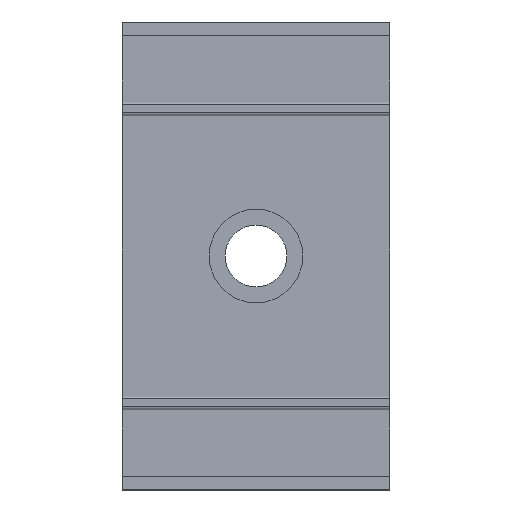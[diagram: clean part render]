
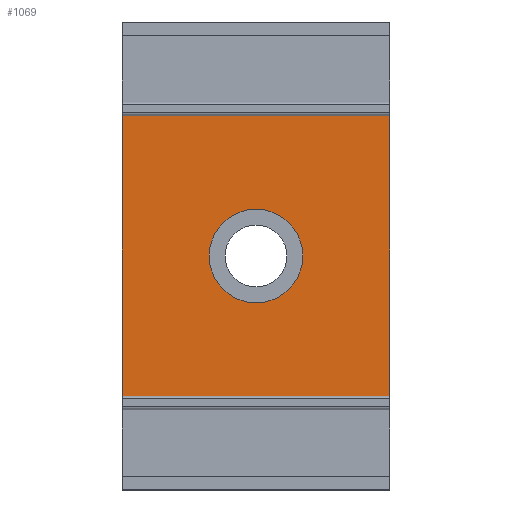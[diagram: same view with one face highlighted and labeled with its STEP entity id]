
A CAD part, top view. The second image highlights one B-rep face of the part: STEP entity #1069.
In plain terms, the highlighted planar face has unit normal (0, 0, 1).
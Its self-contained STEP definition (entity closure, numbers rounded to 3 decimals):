
#32 = PLANE('',#33);
#33 = AXIS2_PLACEMENT_3D('',#34,#35,#36);
#34 = CARTESIAN_POINT('',(-40.,68.,0.));
#35 = DIRECTION('',(1.,0.,-0.));
#36 = DIRECTION('',(0.,-1.,0.));
#151 = VERTEX_POINT('',#152);
#152 = CARTESIAN_POINT('',(-40.,42.,4.));
#166 = PLANE('',#167);
#167 = AXIS2_PLACEMENT_3D('',#168,#169,#170);
#168 = CARTESIAN_POINT('',(-40.,42.,0.));
#169 = DIRECTION('',(0.,1.,0.));
#170 = DIRECTION('',(1.,0.,0.));
#178 = EDGE_CURVE('',#151,#179,#181,.T.);
#179 = VERTEX_POINT('',#180);
#180 = CARTESIAN_POINT('',(-40.,-42.,4.));
#181 = SURFACE_CURVE('',#182,(#186,#193),.PCURVE_S1.);
#182 = LINE('',#183,#184);
#183 = CARTESIAN_POINT('',(-40.,68.,4.));
#184 = VECTOR('',#185,1.);
#185 = DIRECTION('',(0.,-1.,0.));
#186 = PCURVE('',#32,#187);
#187 = DEFINITIONAL_REPRESENTATION('',(#188),#192);
#188 = LINE('',#189,#190);
#189 = CARTESIAN_POINT('',(0.,-4.));
#190 = VECTOR('',#191,1.);
#191 = DIRECTION('',(1.,0.));
#192 = ( GEOMETRIC_REPRESENTATION_CONTEXT(2) 
PARAMETRIC_REPRESENTATION_CONTEXT() REPRESENTATION_CONTEXT('2D SPACE',''
  ) );
#193 = PCURVE('',#194,#199);
#194 = PLANE('',#195);
#195 = AXIS2_PLACEMENT_3D('',#196,#197,#198);
#196 = CARTESIAN_POINT('',(0.,0.,4.));
#197 = DIRECTION('',(0.,0.,1.));
#198 = DIRECTION('',(1.,0.,-0.));
#199 = DEFINITIONAL_REPRESENTATION('',(#200),#204);
#200 = LINE('',#201,#202);
#201 = CARTESIAN_POINT('',(-40.,68.));
#202 = VECTOR('',#203,1.);
#203 = DIRECTION('',(0.,-1.));
#204 = ( GEOMETRIC_REPRESENTATION_CONTEXT(2) 
PARAMETRIC_REPRESENTATION_CONTEXT() REPRESENTATION_CONTEXT('2D SPACE',''
  ) );
#222 = PLANE('',#223);
#223 = AXIS2_PLACEMENT_3D('',#224,#225,#226);
#224 = CARTESIAN_POINT('',(40.,-42.,0.));
#225 = DIRECTION('',(0.,-1.,0.));
#226 = DIRECTION('',(-1.,0.,0.));
#647 = PLANE('',#648);
#648 = AXIS2_PLACEMENT_3D('',#649,#650,#651);
#649 = CARTESIAN_POINT('',(40.,-68.,0.));
#650 = DIRECTION('',(-1.,0.,0.));
#651 = DIRECTION('',(0.,1.,0.));
#978 = VERTEX_POINT('',#979);
#979 = CARTESIAN_POINT('',(40.,42.,4.));
#1000 = EDGE_CURVE('',#978,#151,#1001,.T.);
#1001 = SURFACE_CURVE('',#1002,(#1006,#1012),.PCURVE_S1.);
#1002 = LINE('',#1003,#1004);
#1003 = CARTESIAN_POINT('',(-20.,42.,4.));
#1004 = VECTOR('',#1005,1.);
#1005 = DIRECTION('',(-1.,0.,0.));
#1006 = PCURVE('',#166,#1007);
#1007 = DEFINITIONAL_REPRESENTATION('',(#1008),#1011);
#1008 = B_SPLINE_CURVE_WITH_KNOTS('',1,(#1009,#1010),.UNSPECIFIED.,.F.,
  .F.,(2,2),(-60.,20.),.PIECEWISE_BEZIER_KNOTS.);
#1009 = CARTESIAN_POINT('',(80.,-4.));
#1010 = CARTESIAN_POINT('',(0.,-4.));
#1011 = ( GEOMETRIC_REPRESENTATION_CONTEXT(2) 
PARAMETRIC_REPRESENTATION_CONTEXT() REPRESENTATION_CONTEXT('2D SPACE',''
  ) );
#1012 = PCURVE('',#194,#1013);
#1013 = DEFINITIONAL_REPRESENTATION('',(#1014),#1017);
#1014 = B_SPLINE_CURVE_WITH_KNOTS('',1,(#1015,#1016),.UNSPECIFIED.,.F.,
  .F.,(2,2),(-60.,20.),.PIECEWISE_BEZIER_KNOTS.);
#1015 = CARTESIAN_POINT('',(40.,42.));
#1016 = CARTESIAN_POINT('',(-40.,42.));
#1017 = ( GEOMETRIC_REPRESENTATION_CONTEXT(2) 
PARAMETRIC_REPRESENTATION_CONTEXT() REPRESENTATION_CONTEXT('2D SPACE',''
  ) );
#1069 = ADVANCED_FACE('',(#1070,#1116),#194,.T.);
#1070 = FACE_BOUND('',#1071,.T.);
#1071 = EDGE_LOOP('',(#1072,#1095,#1096,#1097));
#1072 = ORIENTED_EDGE('',*,*,#1073,.T.);
#1073 = EDGE_CURVE('',#1074,#978,#1076,.T.);
#1074 = VERTEX_POINT('',#1075);
#1075 = CARTESIAN_POINT('',(40.,-42.,4.));
#1076 = SURFACE_CURVE('',#1077,(#1081,#1088),.PCURVE_S1.);
#1077 = LINE('',#1078,#1079);
#1078 = CARTESIAN_POINT('',(40.,-68.,4.));
#1079 = VECTOR('',#1080,1.);
#1080 = DIRECTION('',(0.,1.,0.));
#1081 = PCURVE('',#194,#1082);
#1082 = DEFINITIONAL_REPRESENTATION('',(#1083),#1087);
#1083 = LINE('',#1084,#1085);
#1084 = CARTESIAN_POINT('',(40.,-68.));
#1085 = VECTOR('',#1086,1.);
#1086 = DIRECTION('',(0.,1.));
#1087 = ( GEOMETRIC_REPRESENTATION_CONTEXT(2) 
PARAMETRIC_REPRESENTATION_CONTEXT() REPRESENTATION_CONTEXT('2D SPACE',''
  ) );
#1088 = PCURVE('',#647,#1089);
#1089 = DEFINITIONAL_REPRESENTATION('',(#1090),#1094);
#1090 = LINE('',#1091,#1092);
#1091 = CARTESIAN_POINT('',(0.,-4.));
#1092 = VECTOR('',#1093,1.);
#1093 = DIRECTION('',(1.,0.));
#1094 = ( GEOMETRIC_REPRESENTATION_CONTEXT(2) 
PARAMETRIC_REPRESENTATION_CONTEXT() REPRESENTATION_CONTEXT('2D SPACE',''
  ) );
#1095 = ORIENTED_EDGE('',*,*,#1000,.T.);
#1096 = ORIENTED_EDGE('',*,*,#178,.T.);
#1097 = ORIENTED_EDGE('',*,*,#1098,.T.);
#1098 = EDGE_CURVE('',#179,#1074,#1099,.T.);
#1099 = SURFACE_CURVE('',#1100,(#1104,#1110),.PCURVE_S1.);
#1100 = LINE('',#1101,#1102);
#1101 = CARTESIAN_POINT('',(20.,-42.,4.));
#1102 = VECTOR('',#1103,1.);
#1103 = DIRECTION('',(1.,0.,-0.));
#1104 = PCURVE('',#194,#1105);
#1105 = DEFINITIONAL_REPRESENTATION('',(#1106),#1109);
#1106 = B_SPLINE_CURVE_WITH_KNOTS('',1,(#1107,#1108),.UNSPECIFIED.,.F.,
  .F.,(2,2),(-60.,20.),.PIECEWISE_BEZIER_KNOTS.);
#1107 = CARTESIAN_POINT('',(-40.,-42.));
#1108 = CARTESIAN_POINT('',(40.,-42.));
#1109 = ( GEOMETRIC_REPRESENTATION_CONTEXT(2) 
PARAMETRIC_REPRESENTATION_CONTEXT() REPRESENTATION_CONTEXT('2D SPACE',''
  ) );
#1110 = PCURVE('',#222,#1111);
#1111 = DEFINITIONAL_REPRESENTATION('',(#1112),#1115);
#1112 = B_SPLINE_CURVE_WITH_KNOTS('',1,(#1113,#1114),.UNSPECIFIED.,.F.,
  .F.,(2,2),(-60.,20.),.PIECEWISE_BEZIER_KNOTS.);
#1113 = CARTESIAN_POINT('',(80.,-4.));
#1114 = CARTESIAN_POINT('',(0.,-4.));
#1115 = ( GEOMETRIC_REPRESENTATION_CONTEXT(2) 
PARAMETRIC_REPRESENTATION_CONTEXT() REPRESENTATION_CONTEXT('2D SPACE',''
  ) );
#1116 = FACE_BOUND('',#1117,.T.);
#1117 = EDGE_LOOP('',(#1118));
#1118 = ORIENTED_EDGE('',*,*,#1119,.T.);
#1119 = EDGE_CURVE('',#1120,#1120,#1122,.T.);
#1120 = VERTEX_POINT('',#1121);
#1121 = CARTESIAN_POINT('',(14.,0.,4.));
#1122 = SURFACE_CURVE('',#1123,(#1128,#1139),.PCURVE_S1.);
#1123 = CIRCLE('',#1124,14.);
#1124 = AXIS2_PLACEMENT_3D('',#1125,#1126,#1127);
#1125 = CARTESIAN_POINT('',(0.,0.,4.));
#1126 = DIRECTION('',(0.,0.,-1.));
#1127 = DIRECTION('',(1.,0.,0.));
#1128 = PCURVE('',#194,#1129);
#1129 = DEFINITIONAL_REPRESENTATION('',(#1130),#1138);
#1130 = ( BOUNDED_CURVE() B_SPLINE_CURVE(2,(#1131,#1132,#1133,#1134,
#1135,#1136,#1137),.UNSPECIFIED.,.T.,.F.) B_SPLINE_CURVE_WITH_KNOTS((1,2
    ,2,2,2,1),(-2.094,0.,2.094,4.189,
6.283,8.378),.UNSPECIFIED.) CURVE() 
GEOMETRIC_REPRESENTATION_ITEM() RATIONAL_B_SPLINE_CURVE((1.,0.5,1.,0.5,
1.,0.5,1.)) REPRESENTATION_ITEM('') );
#1131 = CARTESIAN_POINT('',(14.,0.));
#1132 = CARTESIAN_POINT('',(14.,-24.249));
#1133 = CARTESIAN_POINT('',(-7.,-12.124));
#1134 = CARTESIAN_POINT('',(-28.,0.));
#1135 = CARTESIAN_POINT('',(-7.,12.124));
#1136 = CARTESIAN_POINT('',(14.,24.249));
#1137 = CARTESIAN_POINT('',(14.,0.));
#1138 = ( GEOMETRIC_REPRESENTATION_CONTEXT(2) 
PARAMETRIC_REPRESENTATION_CONTEXT() REPRESENTATION_CONTEXT('2D SPACE',''
  ) );
#1139 = PCURVE('',#1140,#1145);
#1140 = CYLINDRICAL_SURFACE('',#1141,14.);
#1141 = AXIS2_PLACEMENT_3D('',#1142,#1143,#1144);
#1142 = CARTESIAN_POINT('',(0.,0.,2.));
#1143 = DIRECTION('',(-0.,-0.,-1.));
#1144 = DIRECTION('',(1.,0.,0.));
#1145 = DEFINITIONAL_REPRESENTATION('',(#1146),#1150);
#1146 = LINE('',#1147,#1148);
#1147 = CARTESIAN_POINT('',(-6.283,-2.));
#1148 = VECTOR('',#1149,1.);
#1149 = DIRECTION('',(1.,-0.));
#1150 = ( GEOMETRIC_REPRESENTATION_CONTEXT(2) 
PARAMETRIC_REPRESENTATION_CONTEXT() REPRESENTATION_CONTEXT('2D SPACE',''
  ) );
